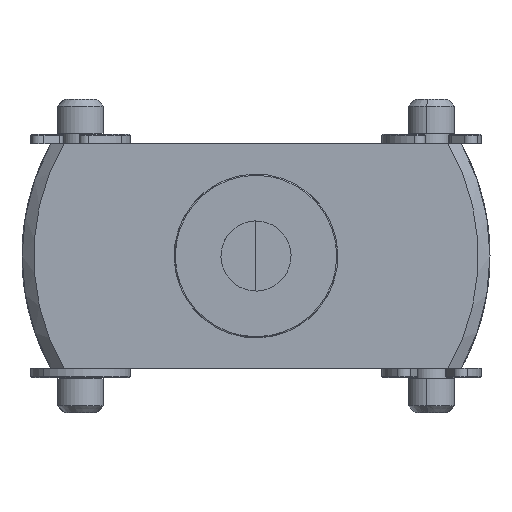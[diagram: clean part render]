
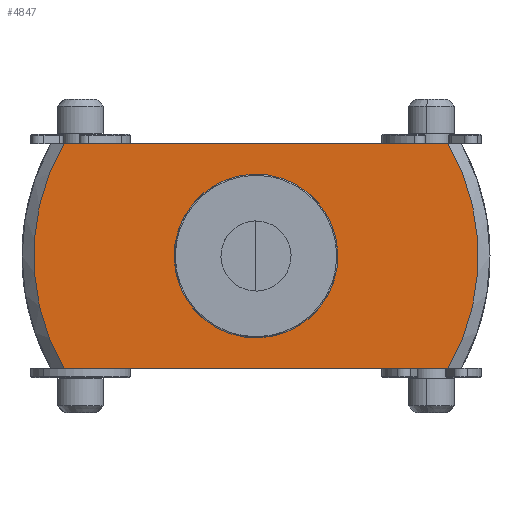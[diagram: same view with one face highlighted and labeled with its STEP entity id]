
A CAD part, front view. The second image highlights one B-rep face of the part: STEP entity #4847.
In plain terms, the highlighted face is planar.
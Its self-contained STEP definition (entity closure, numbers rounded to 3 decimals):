
#3047=CARTESIAN_POINT('Vertex',(-3.072,1.678,30.)) ;
#3050=CARTESIAN_POINT('Axis2P3D Location',(0.,0.,30.)) ;
#3054=CARTESIAN_POINT('Vertex',(3.072,-1.678,30.)) ;
#3823=CARTESIAN_POINT('Axis2P3D Location',(0.,0.,30.)) ;
#4747=CARTESIAN_POINT('Axis2P3D Location',(0.,0.,30.)) ;
#4751=CARTESIAN_POINT('Vertex',(4.8,8.198,30.)) ;
#4753=CARTESIAN_POINT('Vertex',(-4.8,8.198,30.)) ;
#4813=CARTESIAN_POINT('Axis2P3D Location',(0.,0.,30.)) ;
#4818=CARTESIAN_POINT('Line Origine',(4.8,0.,30.)) ;
#4822=CARTESIAN_POINT('Vertex',(4.8,-8.198,30.)) ;
#4825=CARTESIAN_POINT('Line Origine',(-4.8,0.,30.)) ;
#4829=CARTESIAN_POINT('Vertex',(-4.8,-8.198,30.)) ;
#4832=CARTESIAN_POINT('Axis2P3D Location',(0.,0.,30.)) ;
#3051=DIRECTION('Axis2P3D Direction',(0.,-0.,-1.)) ;
#3824=DIRECTION('Axis2P3D Direction',(0.,-0.,-1.)) ;
#4748=DIRECTION('Axis2P3D Direction',(0.,0.,1.)) ;
#4814=DIRECTION('Axis2P3D Direction',(0.,0.,1.)) ;
#4815=DIRECTION('Axis2P3D XDirection',(1.,0.,0.)) ;
#4819=DIRECTION('Vector Direction',(0.,-1.,0.)) ;
#4826=DIRECTION('Vector Direction',(0.,-1.,0.)) ;
#4833=DIRECTION('Axis2P3D Direction',(0.,0.,1.)) ;
#3052=AXIS2_PLACEMENT_3D('Circle Axis2P3D',#3050,#3051,$) ;
#3825=AXIS2_PLACEMENT_3D('Circle Axis2P3D',#3823,#3824,$) ;
#4749=AXIS2_PLACEMENT_3D('Circle Axis2P3D',#4747,#4748,$) ;
#4816=AXIS2_PLACEMENT_3D('Plane Axis2P3D',#4813,#4814,#4815) ;
#4834=AXIS2_PLACEMENT_3D('Circle Axis2P3D',#4832,#4833,$) ;
#4838=ORIENTED_EDGE('',*,*,#4824,.F.) ;
#4839=ORIENTED_EDGE('',*,*,#4755,.T.) ;
#4840=ORIENTED_EDGE('',*,*,#4831,.T.) ;
#4841=ORIENTED_EDGE('',*,*,#4836,.T.) ;
#4844=ORIENTED_EDGE('',*,*,#3056,.F.) ;
#4845=ORIENTED_EDGE('',*,*,#3827,.F.) ;
#4846=FACE_BOUND('',#4843,.T.) ;
#4820=VECTOR('Line Direction',#4819,1.) ;
#4827=VECTOR('Line Direction',#4826,1.) ;
#4847=ADVANCED_FACE('Hauptk\X2\00F6\X0\rper',(#4842,#4846),#4817,.T.) ;
#3053=CIRCLE('generated circle',#3052,3.5) ;
#3826=CIRCLE('generated circle',#3825,3.5) ;
#4750=CIRCLE('generated circle',#4749,9.5) ;
#4835=CIRCLE('generated circle',#4834,9.5) ;
#3056=EDGE_CURVE('',#3048,#3055,#3053,.F.) ;
#3827=EDGE_CURVE('',#3055,#3048,#3826,.F.) ;
#4755=EDGE_CURVE('',#4752,#4754,#4750,.T.) ;
#4824=EDGE_CURVE('',#4752,#4823,#4821,.T.) ;
#4831=EDGE_CURVE('',#4754,#4830,#4828,.T.) ;
#4836=EDGE_CURVE('',#4830,#4823,#4835,.T.) ;
#4837=EDGE_LOOP('',(#4838,#4839,#4840,#4841)) ;
#4843=EDGE_LOOP('',(#4844,#4845)) ;
#4842=FACE_OUTER_BOUND('',#4837,.T.) ;
#4821=LINE('Line',#4818,#4820) ;
#4828=LINE('Line',#4825,#4827) ;
#4817=PLANE('',#4816) ;
#3048=VERTEX_POINT('',#3047) ;
#3055=VERTEX_POINT('',#3054) ;
#4752=VERTEX_POINT('',#4751) ;
#4754=VERTEX_POINT('',#4753) ;
#4823=VERTEX_POINT('',#4822) ;
#4830=VERTEX_POINT('',#4829) ;
